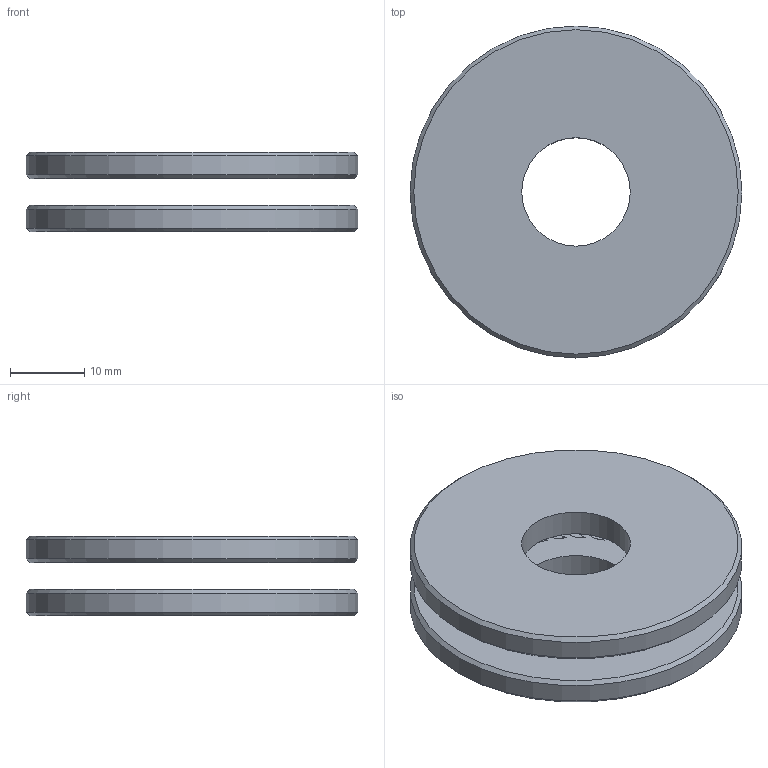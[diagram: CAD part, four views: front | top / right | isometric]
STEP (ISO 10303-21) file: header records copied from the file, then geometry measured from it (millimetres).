
FILE_DESCRIPTION(('Open CASCADE Model'),'2;1');
FILE_NAME('Open CASCADE Shape Model','2023-05-27T22:05:36',('Author'),( 'Open CASCADE'),'Open CASCADE STEP processor 7.7','Open CASCADE 7.7' ,'Unknown');
FILE_SCHEMA(('AUTOMOTIVE_DESIGN { 1 0 10303 214 1 1 1 1 }'));
Length unit declared in the file: millimetre
Products named in the file (7): CQ assembly; SGTB; SGTB_part; Right SGTB; Right SGTB_part; Left SGTB; Left SGTB_part
Assembly tree (6 placements, depth 4):
  CQ assembly
    SGTB
      SGTB_part
      Right SGTB
        Right SGTB_part
      Left SGTB
        Left SGTB_part
Bounding box: 44.6 x 44.6 x 10.69 mm (x, y, z)
Volume: 9843.6 mm3; surface area: 6747.1 mm2
Topology: 2 solids, 2 shells, 292 faces, 692 edges, 460 vertices
Faces by surface type: extrusion 224, plane 60, cylinder 4, cone 4
Full cylindrical faces by diameter (mm): 14.573 x2, 44.6 x2
Entity records: 25109 total; most frequent: CARTESIAN_POINT 12383, DIRECTION 1558, ORIENTED_EDGE 1384, PCURVE 1384, DEFINITIONAL_REPRESENTATION 1384, VECTOR 1380, LINE 1156, B_SPLINE_CURVE_WITH_KNOTS 1124
